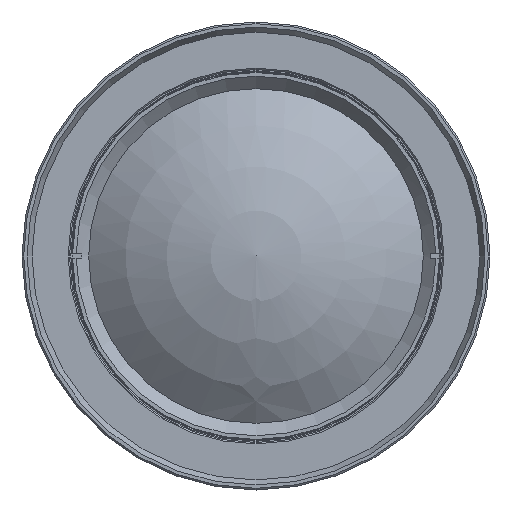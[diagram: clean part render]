
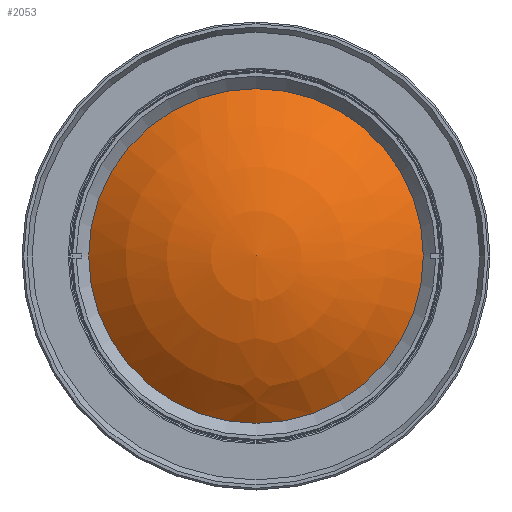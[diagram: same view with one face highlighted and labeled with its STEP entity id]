
A CAD part, front view. The second image highlights one B-rep face of the part: STEP entity #2053.
In plain terms, the highlighted spherical face has radius 38.761 mm.
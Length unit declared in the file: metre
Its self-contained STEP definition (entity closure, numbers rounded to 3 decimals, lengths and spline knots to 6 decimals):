
#2053=ADVANCED_FACE('NONE',(#4589),#4590,.T.);
#4589=FACE_OUTER_BOUND('',#7528,.T.);
#4590=SPHERICAL_SURFACE('',#7529,0.038761);
#7528=EDGE_LOOP('',(#13284));
#7529=AXIS2_PLACEMENT_3D('',#13285,#13286,#13287);
#13284=ORIENTED_EDGE('',*,*,#17576,.F.);
#13285=CARTESIAN_POINT('',(0.,-0.033226,0.));
#13286=DIRECTION('',(0.,1.0,0.0));
#13287=DIRECTION('',(0.0,0.0,-1.0));
#17576=EDGE_CURVE('NONE',#21342,#21342,#21343,.T.);
#21342=VERTEX_POINT('',#29793);
#21343=CIRCLE('',#29794,0.02495);
#29793=CARTESIAN_POINT('',(-0.02495,-0.062889,0.));
#29794=AXIS2_PLACEMENT_3D('',#33594,#33595,#33596);
#33594=CARTESIAN_POINT('',(0.,-0.062889,0.));
#33595=DIRECTION('',(0.0,1.0,0.0));
#33596=DIRECTION('',(-1.0,0.0,0.0));
